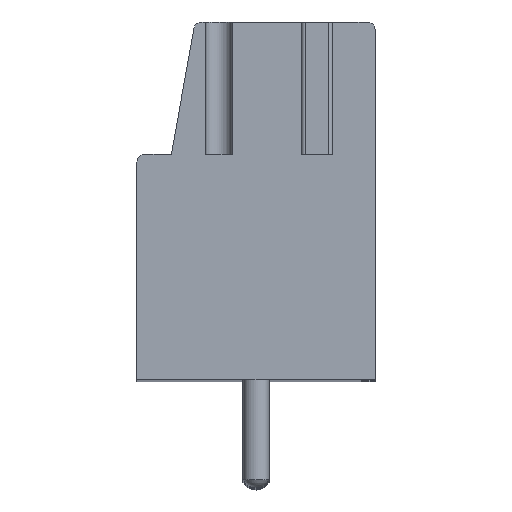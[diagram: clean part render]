
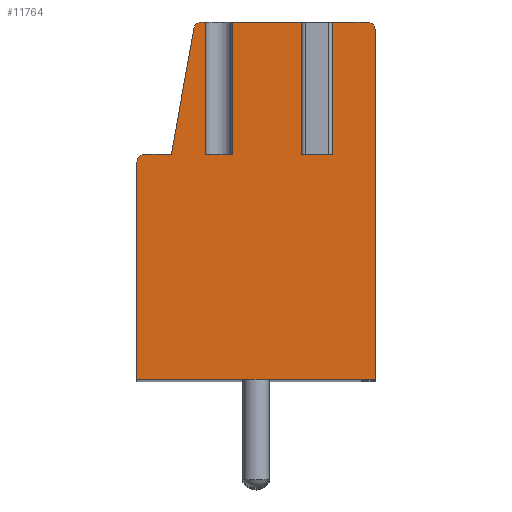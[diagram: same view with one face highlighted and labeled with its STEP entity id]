
A CAD part, top view. The second image highlights one B-rep face of the part: STEP entity #11764.
In plain terms, the highlighted planar face has unit normal (0, 0, 1).
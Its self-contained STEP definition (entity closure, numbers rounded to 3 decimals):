
#52=DIRECTION('',(1.,0.,0.));
#53=VECTOR('',#52,1.);
#54=CARTESIAN_POINT('',(-1.9,3.36,47.5));
#55=LINE('',#54,#53);
#56=DIRECTION('',(0.,1.,0.));
#57=VECTOR('',#56,5.);
#58=CARTESIAN_POINT('',(-0.9,3.36,47.5));
#59=LINE('',#58,#57);
#60=DIRECTION('',(-1.,0.,0.));
#61=VECTOR('',#60,2.8);
#62=CARTESIAN_POINT('',(1.9,8.36,47.5));
#63=LINE('',#62,#61);
#64=DIRECTION('',(0.,1.,0.));
#65=VECTOR('',#64,5.);
#66=CARTESIAN_POINT('',(1.9,3.36,47.5));
#67=LINE('',#66,#65);
#68=DIRECTION('',(1.,0.,0.));
#69=VECTOR('',#68,0.8);
#70=CARTESIAN_POINT('',(1.9,3.36,47.5));
#71=LINE('',#70,#69);
#72=DIRECTION('',(0.,1.,0.));
#73=VECTOR('',#72,5.);
#74=CARTESIAN_POINT('',(2.7,3.36,47.5));
#75=LINE('',#74,#73);
#76=DIRECTION('',(-1.,0.,0.));
#77=VECTOR('',#76,1.5);
#78=CARTESIAN_POINT('',(4.2,8.36,47.5));
#79=LINE('',#78,#77);
#80=CARTESIAN_POINT('',(4.2,8.06,47.5));
#81=DIRECTION('',(0.,0.,1.));
#82=DIRECTION('',(1.,0.,0.));
#83=AXIS2_PLACEMENT_3D('',#80,#81,#82);
#85=DIRECTION('',(0.,1.,0.));
#86=VECTOR('',#85,13.2);
#87=CARTESIAN_POINT('',(4.5,-5.14,47.5));
#88=LINE('',#87,#86);
#89=DIRECTION('',(1.,0.,0.));
#90=VECTOR('',#89,9.);
#91=CARTESIAN_POINT('',(-4.5,-5.14,47.5));
#92=LINE('',#91,#90);
#93=DIRECTION('',(0.,-1.,0.));
#94=VECTOR('',#93,8.2);
#95=CARTESIAN_POINT('',(-4.5,3.06,47.5));
#96=LINE('',#95,#94);
#97=CARTESIAN_POINT('',(-4.2,3.06,47.5));
#98=DIRECTION('',(0.,0.,1.));
#99=DIRECTION('',(0.,1.,0.));
#100=AXIS2_PLACEMENT_3D('',#97,#98,#99);
#102=DIRECTION('',(-1.,0.,0.));
#103=VECTOR('',#102,1.);
#104=CARTESIAN_POINT('',(-3.2,3.36,47.5));
#105=LINE('',#104,#103);
#106=DIRECTION('',(-0.177,-0.984,0.));
#107=VECTOR('',#106,4.829);
#108=CARTESIAN_POINT('',(-2.345,8.113,47.5));
#109=LINE('',#108,#107);
#110=CARTESIAN_POINT('',(-2.05,8.06,47.5));
#111=DIRECTION('',(0.,0.,1.));
#112=DIRECTION('',(0.,1.,0.));
#113=AXIS2_PLACEMENT_3D('',#110,#111,#112);
#115=DIRECTION('',(-1.,0.,0.));
#116=VECTOR('',#115,0.15);
#117=CARTESIAN_POINT('',(-1.9,8.36,47.5));
#118=LINE('',#117,#116);
#119=DIRECTION('',(0.,1.,0.));
#120=VECTOR('',#119,5.);
#121=CARTESIAN_POINT('',(-1.9,3.36,47.5));
#122=LINE('',#121,#120);
#9118=CARTESIAN_POINT('',(4.5,-5.14,47.5));
#9119=CARTESIAN_POINT('',(4.5,8.06,47.5));
#9120=VERTEX_POINT('',#9118);
#9121=VERTEX_POINT('',#9119);
#9122=CARTESIAN_POINT('',(4.2,8.36,47.5));
#9123=VERTEX_POINT('',#9122);
#9124=CARTESIAN_POINT('',(-2.05,8.36,47.5));
#9125=CARTESIAN_POINT('',(-2.345,8.113,47.5));
#9126=VERTEX_POINT('',#9124);
#9127=VERTEX_POINT('',#9125);
#9128=CARTESIAN_POINT('',(-3.2,3.36,47.5));
#9129=VERTEX_POINT('',#9128);
#9130=CARTESIAN_POINT('',(-4.2,3.36,47.5));
#9131=VERTEX_POINT('',#9130);
#9132=CARTESIAN_POINT('',(-4.5,3.06,47.5));
#9133=VERTEX_POINT('',#9132);
#9134=CARTESIAN_POINT('',(-4.5,-5.14,47.5));
#9135=VERTEX_POINT('',#9134);
#9433=CARTESIAN_POINT('',(1.9,3.36,47.5));
#9434=CARTESIAN_POINT('',(2.7,3.36,47.5));
#9435=VERTEX_POINT('',#9433);
#9436=VERTEX_POINT('',#9434);
#9437=CARTESIAN_POINT('',(2.7,8.36,47.5));
#9438=VERTEX_POINT('',#9437);
#9439=CARTESIAN_POINT('',(1.9,8.36,47.5));
#9440=VERTEX_POINT('',#9439);
#9461=CARTESIAN_POINT('',(-1.9,3.36,47.5));
#9462=CARTESIAN_POINT('',(-0.9,3.36,47.5));
#9463=VERTEX_POINT('',#9461);
#9464=VERTEX_POINT('',#9462);
#9465=CARTESIAN_POINT('',(-0.9,8.36,47.5));
#9466=VERTEX_POINT('',#9465);
#9467=CARTESIAN_POINT('',(-1.9,8.36,47.5));
#9468=VERTEX_POINT('',#9467);
#11723=CARTESIAN_POINT('',(0.,0.,47.5));
#11724=DIRECTION('',(0.,0.,1.));
#11725=DIRECTION('',(1.,0.,0.));
#11726=AXIS2_PLACEMENT_3D('',#11723,#11724,#11725);
#11727=PLANE('',#11726);
#11729=ORIENTED_EDGE('',*,*,#11728,.T.);
#11731=ORIENTED_EDGE('',*,*,#11730,.T.);
#11733=ORIENTED_EDGE('',*,*,#11732,.F.);
#11735=ORIENTED_EDGE('',*,*,#11734,.F.);
#11737=ORIENTED_EDGE('',*,*,#11736,.T.);
#11739=ORIENTED_EDGE('',*,*,#11738,.T.);
#11741=ORIENTED_EDGE('',*,*,#11740,.F.);
#11743=ORIENTED_EDGE('',*,*,#11742,.F.);
#11745=ORIENTED_EDGE('',*,*,#11744,.F.);
#11747=ORIENTED_EDGE('',*,*,#11746,.F.);
#11749=ORIENTED_EDGE('',*,*,#11748,.F.);
#11751=ORIENTED_EDGE('',*,*,#11750,.F.);
#11753=ORIENTED_EDGE('',*,*,#11752,.F.);
#11755=ORIENTED_EDGE('',*,*,#11754,.F.);
#11757=ORIENTED_EDGE('',*,*,#11756,.F.);
#11759=ORIENTED_EDGE('',*,*,#11758,.F.);
#11761=ORIENTED_EDGE('',*,*,#11760,.F.);
#11762=EDGE_LOOP('',(#11729,#11731,#11733,#11735,#11737,#11739,#11741,#11743,
#11745,#11747,#11749,#11751,#11753,#11755,#11757,#11759,#11761));
#11763=FACE_OUTER_BOUND('',#11762,.F.);
#84=CIRCLE('',#83,0.3);
#101=CIRCLE('',#100,0.3);
#114=CIRCLE('',#113,0.3);
#11728=EDGE_CURVE('',#9463,#9464,#55,.T.);
#11730=EDGE_CURVE('',#9464,#9466,#59,.T.);
#11732=EDGE_CURVE('',#9440,#9466,#63,.T.);
#11734=EDGE_CURVE('',#9435,#9440,#67,.T.);
#11736=EDGE_CURVE('',#9435,#9436,#71,.T.);
#11738=EDGE_CURVE('',#9436,#9438,#75,.T.);
#11740=EDGE_CURVE('',#9123,#9438,#79,.T.);
#11742=EDGE_CURVE('',#9121,#9123,#84,.T.);
#11744=EDGE_CURVE('',#9120,#9121,#88,.T.);
#11746=EDGE_CURVE('',#9135,#9120,#92,.T.);
#11748=EDGE_CURVE('',#9133,#9135,#96,.T.);
#11750=EDGE_CURVE('',#9131,#9133,#101,.T.);
#11752=EDGE_CURVE('',#9129,#9131,#105,.T.);
#11754=EDGE_CURVE('',#9127,#9129,#109,.T.);
#11756=EDGE_CURVE('',#9126,#9127,#114,.T.);
#11758=EDGE_CURVE('',#9468,#9126,#118,.T.);
#11760=EDGE_CURVE('',#9463,#9468,#122,.T.);
#11764=ADVANCED_FACE('',(#11763),#11727,.T.);
